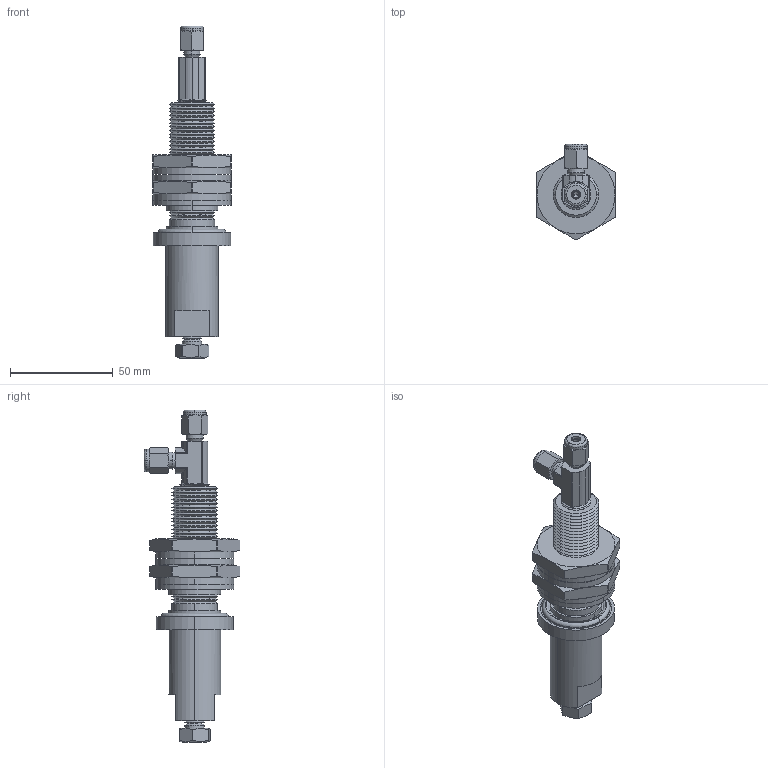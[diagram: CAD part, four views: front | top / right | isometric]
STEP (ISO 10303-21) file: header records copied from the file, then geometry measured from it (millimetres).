
FILE_DESCRIPTION (( 'STEP AP203' ), '1' );
FILE_NAME ('A1658-1-BP.STEP', '2013-09-11T11:33:28', ( '' ), ( '' ), 'SwSTEP 2.0', 'SolidWorks 2012', '' );
FILE_SCHEMA (( 'CONFIG_CONTROL_DESIGN' ));
Length unit declared in the file: inch
Products named in the file (10): A0377-7; A1659-5; A1658-1-BP; A1661-1; A1662-1; A1663-1; A0107-32; A1657-1; A1660-1; A1662-2
Assembly tree (12 placements, depth 2):
  A1658-1-BP
    A1663-1
    A1657-1
    A0107-32
    A1661-1  x2
    A1660-1  x3
    A1662-2
    A1662-1
    A0377-7
    A1659-5
Bounding box: 38.26 x 46.63 x 161.91 mm (x, y, z)
Volume: 74496.7 mm3; surface area: 41944.2 mm2
Topology: 12 solids, 12 shells, 625 faces, 1337 edges, 750 vertices
Faces by surface type: cone 397, cylinder 119, plane 93, torus 12, bspline 4
Entity records: 17125 total; most frequent: CARTESIAN_POINT 3077, DIRECTION 2977, ORIENTED_EDGE 2510, EDGE_CURVE 1255, AXIS2_PLACEMENT_3D 1216, VERTEX_POINT 698, EDGE_LOOP 629, CIRCLE 612
